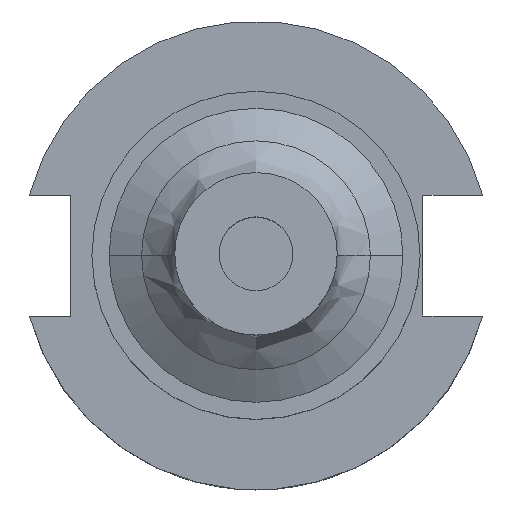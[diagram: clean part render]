
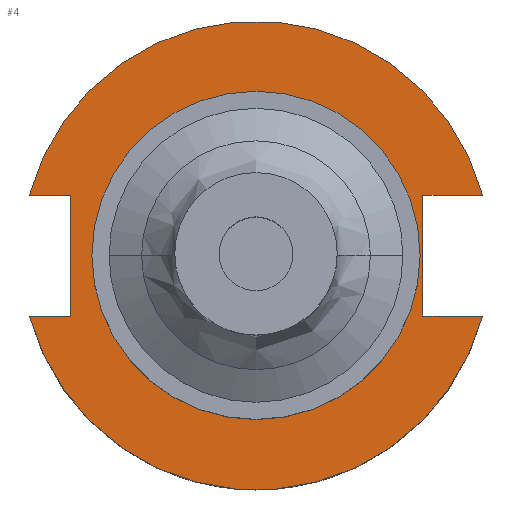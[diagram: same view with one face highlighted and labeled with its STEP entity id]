
A CAD part, top view. The second image highlights one B-rep face of the part: STEP entity #4.
In plain terms, the highlighted planar face has unit normal (0, 0, 1).
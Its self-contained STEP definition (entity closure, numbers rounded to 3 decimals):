
#4 = ADVANCED_FACE ( 'NONE', ( #1288, #883 ), #350, .F. ) ;
#25 = CARTESIAN_POINT ( 'NONE',  ( 31.043, -32.131, 19.05 ) ) ;
#89 = DIRECTION ( 'NONE',  ( 0., 0., -1. ) ) ;
#118 = CIRCLE ( 'NONE', #351, 31.75 ) ;
#126 = EDGE_CURVE ( 'NONE', #1683, #1560, #1054, .T. ) ;
#145 = DIRECTION ( 'NONE',  ( 0., 0., 1. ) ) ;
#157 = CARTESIAN_POINT ( 'NONE',  ( -25.091, 0., 19.05 ) ) ;
#159 = ORIENTED_EDGE ( 'NONE', *, *, #574, .F. ) ;
#176 = VERTEX_POINT ( 'NONE', #1936 ) ;
#188 = EDGE_LOOP ( 'NONE', ( #506, #1246 ) ) ;
#215 = LINE ( 'NONE', #157, #572 ) ;
#243 = CARTESIAN_POINT ( 'NONE',  ( -25.091, -8.191, 19.05 ) ) ;
#244 = VERTEX_POINT ( 'NONE', #1851 ) ;
#299 = DIRECTION ( 'NONE',  ( 0., -1., 0. ) ) ;
#346 = AXIS2_PLACEMENT_3D ( 'NONE', #1535, #1507, #877 ) ;
#350 = PLANE ( 'NONE',  #629 ) ;
#351 = AXIS2_PLACEMENT_3D ( 'NONE', #1493, #442, #1352 ) ;
#379 = ORIENTED_EDGE ( 'NONE', *, *, #126, .F. ) ;
#427 = LINE ( 'NONE', #878, #785 ) ;
#428 = LINE ( 'NONE', #1728, #1174 ) ;
#433 = EDGE_CURVE ( 'NONE', #1632, #700, #215, .T. ) ;
#442 = DIRECTION ( 'NONE',  ( 0., 0., -1. ) ) ;
#460 = EDGE_CURVE ( 'NONE', #1791, #1080, #118, .T. ) ;
#500 = DIRECTION ( 'NONE',  ( -1., 0., 0. ) ) ;
#506 = ORIENTED_EDGE ( 'NONE', *, *, #1445, .F. ) ;
#517 = VECTOR ( 'NONE', #1422, 1000. ) ;
#530 = DIRECTION ( 'NONE',  ( -1., 0., 0. ) ) ;
#572 = VECTOR ( 'NONE', #607, 1000. ) ;
#574 = EDGE_CURVE ( 'NONE', #1560, #1791, #427, .T. ) ;
#579 = CARTESIAN_POINT ( 'NONE',  ( -25.091, 8.192, 19.05 ) ) ;
#583 = DIRECTION ( 'NONE',  ( 1., 0., 0. ) ) ;
#607 = DIRECTION ( 'NONE',  ( 0., -1., 0. ) ) ;
#629 = AXIS2_PLACEMENT_3D ( 'NONE', #25, #89, #500 ) ;
#651 = VERTEX_POINT ( 'NONE', #1432 ) ;
#664 = DIRECTION ( 'NONE',  ( -1., 0., 0. ) ) ;
#700 = VERTEX_POINT ( 'NONE', #243 ) ;
#719 = ORIENTED_EDGE ( 'NONE', *, *, #727, .F. ) ;
#727 = EDGE_CURVE ( 'NONE', #651, #1683, #428, .T. ) ;
#785 = VECTOR ( 'NONE', #583, 1000. ) ;
#822 = AXIS2_PLACEMENT_3D ( 'NONE', #1118, #1359, #1823 ) ;
#867 = CIRCLE ( 'NONE', #346, 22.225 ) ;
#877 = DIRECTION ( 'NONE',  ( 0., -1., 0. ) ) ;
#878 = CARTESIAN_POINT ( 'NONE',  ( 0., -8.192, 19.05 ) ) ;
#883 = FACE_OUTER_BOUND ( 'NONE', #1515, .T. ) ;
#910 = CARTESIAN_POINT ( 'NONE',  ( 22.606, -8.192, 19.05 ) ) ;
#981 = ORIENTED_EDGE ( 'NONE', *, *, #1496, .F. ) ;
#1004 = VECTOR ( 'NONE', #299, 1000. ) ;
#1054 = LINE ( 'NONE', #1238, #1004 ) ;
#1060 = EDGE_CURVE ( 'NONE', #1691, #244, #867, .T. ) ;
#1074 = EDGE_CURVE ( 'NONE', #1632, #176, #1613, .T. ) ;
#1080 = VERTEX_POINT ( 'NONE', #1334 ) ;
#1106 = VECTOR ( 'NONE', #530, 1000. ) ;
#1112 = ORIENTED_EDGE ( 'NONE', *, *, #1953, .T. ) ;
#1118 = CARTESIAN_POINT ( 'NONE',  ( 0., 0., 19.05 ) ) ;
#1120 = AXIS2_PLACEMENT_3D ( 'NONE', #1186, #145, #1940 ) ;
#1174 = VECTOR ( 'NONE', #664, 1000. ) ;
#1186 = CARTESIAN_POINT ( 'NONE',  ( 0., 0., 19.05 ) ) ;
#1238 = CARTESIAN_POINT ( 'NONE',  ( 22.606, 0., 19.05 ) ) ;
#1246 = ORIENTED_EDGE ( 'NONE', *, *, #1060, .F. ) ;
#1288 = FACE_BOUND ( 'NONE', #188, .T. ) ;
#1330 = CARTESIAN_POINT ( 'NONE',  ( -27.883, -8.191, 19.05 ) ) ;
#1334 = CARTESIAN_POINT ( 'NONE',  ( -30.675, -8.191, 19.05 ) ) ;
#1352 = DIRECTION ( 'NONE',  ( 1., 0., 0. ) ) ;
#1359 = DIRECTION ( 'NONE',  ( 0., 0., -1. ) ) ;
#1422 = DIRECTION ( 'NONE',  ( -1., 0., 0. ) ) ;
#1427 = CARTESIAN_POINT ( 'NONE',  ( 30.675, -8.192, 19.05 ) ) ;
#1432 = CARTESIAN_POINT ( 'NONE',  ( 30.675, 8.192, 19.05 ) ) ;
#1445 = EDGE_CURVE ( 'NONE', #244, #1691, #1852, .T. ) ;
#1453 = CIRCLE ( 'NONE', #822, 31.75 ) ;
#1478 = ORIENTED_EDGE ( 'NONE', *, *, #433, .T. ) ;
#1493 = CARTESIAN_POINT ( 'NONE',  ( 0., 0., 19.05 ) ) ;
#1496 = EDGE_CURVE ( 'NONE', #176, #651, #1453, .T. ) ;
#1504 = LINE ( 'NONE', #1330, #1106 ) ;
#1507 = DIRECTION ( 'NONE',  ( 0., 0., 1. ) ) ;
#1515 = EDGE_LOOP ( 'NONE', ( #1112, #1597, #159, #379, #719, #981, #1672, #1478 ) ) ;
#1535 = CARTESIAN_POINT ( 'NONE',  ( 0., 0., 19.05 ) ) ;
#1560 = VERTEX_POINT ( 'NONE', #910 ) ;
#1597 = ORIENTED_EDGE ( 'NONE', *, *, #460, .F. ) ;
#1613 = LINE ( 'NONE', #1919, #517 ) ;
#1632 = VERTEX_POINT ( 'NONE', #579 ) ;
#1668 = CARTESIAN_POINT ( 'NONE',  ( 22.606, 8.192, 19.05 ) ) ;
#1672 = ORIENTED_EDGE ( 'NONE', *, *, #1074, .F. ) ;
#1683 = VERTEX_POINT ( 'NONE', #1668 ) ;
#1691 = VERTEX_POINT ( 'NONE', #1697 ) ;
#1697 = CARTESIAN_POINT ( 'NONE',  ( 0., 22.225, 19.05 ) ) ;
#1728 = CARTESIAN_POINT ( 'NONE',  ( 0., 8.192, 19.05 ) ) ;
#1791 = VERTEX_POINT ( 'NONE', #1427 ) ;
#1823 = DIRECTION ( 'NONE',  ( 1., 0., 0. ) ) ;
#1851 = CARTESIAN_POINT ( 'NONE',  ( 0., -22.225, 19.05 ) ) ;
#1852 = CIRCLE ( 'NONE', #1120, 22.225 ) ;
#1919 = CARTESIAN_POINT ( 'NONE',  ( 0., 8.192, 19.05 ) ) ;
#1936 = CARTESIAN_POINT ( 'NONE',  ( -30.675, 8.192, 19.05 ) ) ;
#1940 = DIRECTION ( 'NONE',  ( 0., -1., 0. ) ) ;
#1953 = EDGE_CURVE ( 'NONE', #700, #1080, #1504, .T. ) ;
